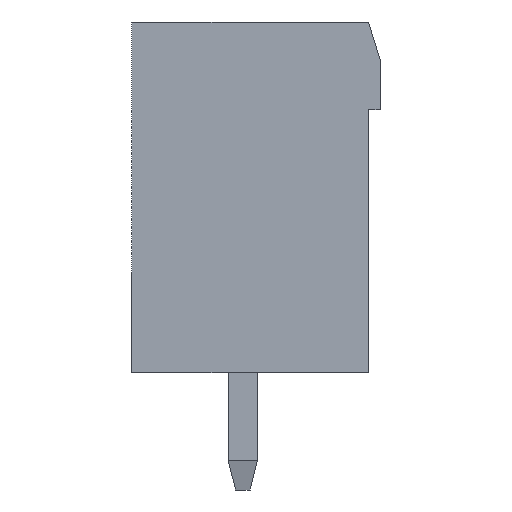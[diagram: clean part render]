
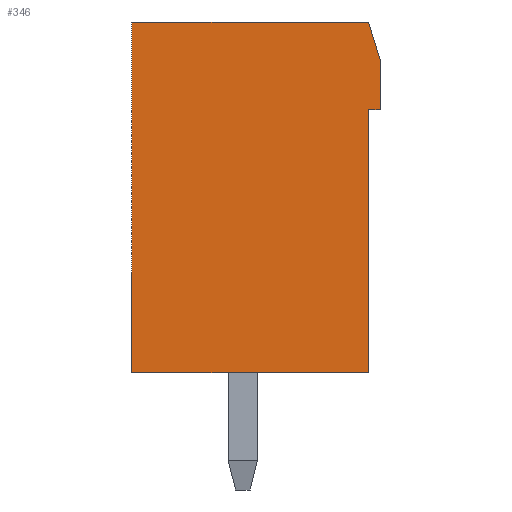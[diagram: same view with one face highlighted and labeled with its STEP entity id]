
A CAD part, left-side view. The second image highlights one B-rep face of the part: STEP entity #346.
In plain terms, the highlighted planar face has unit normal (-1, 0, 0).
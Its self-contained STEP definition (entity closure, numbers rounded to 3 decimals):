
#346 = ADVANCED_FACE( '', ( #767 ), #768, .T. );
#767 = FACE_OUTER_BOUND( '', #1286, .T. );
#768 = PLANE( '', #1287 );
#1286 = EDGE_LOOP( '', ( #2151, #2152, #2153, #2154, #2155, #2156, #2157 ) );
#1287 = AXIS2_PLACEMENT_3D( '', #2158, #2159, #2160 );
#2151 = ORIENTED_EDGE( '', *, *, #3505, .T. );
#2152 = ORIENTED_EDGE( '', *, *, #3506, .T. );
#2153 = ORIENTED_EDGE( '', *, *, #3436, .T. );
#2154 = ORIENTED_EDGE( '', *, *, #3507, .T. );
#2155 = ORIENTED_EDGE( '', *, *, #3508, .T. );
#2156 = ORIENTED_EDGE( '', *, *, #3499, .T. );
#2157 = ORIENTED_EDGE( '', *, *, #3466, .T. );
#2158 = CARTESIAN_POINT( '', ( -15.24, 0., 0. ) );
#2159 = DIRECTION( '', ( -1., 0., 0. ) );
#2160 = DIRECTION( '', ( 0., 0., 1. ) );
#3436 = EDGE_CURVE( '', #4219, #4220, #4221, .T. );
#3466 = EDGE_CURVE( '', #4272, #4273, #4274, .T. );
#3499 = EDGE_CURVE( '', #4318, #4272, #4319, .T. );
#3505 = EDGE_CURVE( '', #4273, #4326, #4327, .T. );
#3506 = EDGE_CURVE( '', #4326, #4219, #4328, .T. );
#3507 = EDGE_CURVE( '', #4220, #4329, #4330, .T. );
#3508 = EDGE_CURVE( '', #4329, #4318, #4331, .T. );
#4219 = VERTEX_POINT( '', #5317 );
#4220 = VERTEX_POINT( '', #5318 );
#4221 = LINE( '', #5319, #5320 );
#4272 = VERTEX_POINT( '', #5394 );
#4273 = VERTEX_POINT( '', #5395 );
#4274 = LINE( '', #5396, #5397 );
#4318 = VERTEX_POINT( '', #5464 );
#4319 = LINE( '', #5465, #5466 );
#4326 = VERTEX_POINT( '', #5476 );
#4327 = LINE( '', #5477, #5478 );
#4328 = LINE( '', #5479, #5480 );
#4329 = VERTEX_POINT( '', #5481 );
#4330 = LINE( '', #5482, #5483 );
#4331 = LINE( '', #5484, #5485 );
#5317 = CARTESIAN_POINT( '', ( -15.24, 4.05, 6. ) );
#5318 = CARTESIAN_POINT( '', ( -15.24, 4.05, -6. ) );
#5319 = CARTESIAN_POINT( '', ( -15.24, 4.05, 6. ) );
#5320 = VECTOR( '', #6280, 1000. );
#5394 = CARTESIAN_POINT( '', ( -15.24, -4.45, 3. ) );
#5395 = CARTESIAN_POINT( '', ( -15.24, -4.45, 4.7 ) );
#5396 = CARTESIAN_POINT( '', ( -15.24, -4.45, 3. ) );
#5397 = VECTOR( '', #6310, 1000. );
#5464 = CARTESIAN_POINT( '', ( -15.24, -4.05, 3. ) );
#5465 = CARTESIAN_POINT( '', ( -15.24, -4.05, 3. ) );
#5466 = VECTOR( '', #6340, 1000. );
#5476 = CARTESIAN_POINT( '', ( -15.24, -4.05, 6. ) );
#5477 = CARTESIAN_POINT( '', ( -15.24, -4.45, 4.7 ) );
#5478 = VECTOR( '', #6344, 1000. );
#5479 = CARTESIAN_POINT( '', ( -15.24, -4.05, 6. ) );
#5480 = VECTOR( '', #6345, 1000. );
#5481 = CARTESIAN_POINT( '', ( -15.24, -4.05, -6. ) );
#5482 = CARTESIAN_POINT( '', ( -15.24, 4.05, -6. ) );
#5483 = VECTOR( '', #6346, 1000. );
#5484 = CARTESIAN_POINT( '', ( -15.24, -4.05, -6. ) );
#5485 = VECTOR( '', #6347, 1000. );
#6280 = DIRECTION( '', ( 0., 0., -1. ) );
#6310 = DIRECTION( '', ( 0., 0., 1. ) );
#6340 = DIRECTION( '', ( 0., -1., 0. ) );
#6344 = DIRECTION( '', ( 0., 0.294, 0.956 ) );
#6345 = DIRECTION( '', ( 0., 1., 0. ) );
#6346 = DIRECTION( '', ( 0., -1., 0. ) );
#6347 = DIRECTION( '', ( 0., 0., 1. ) );
